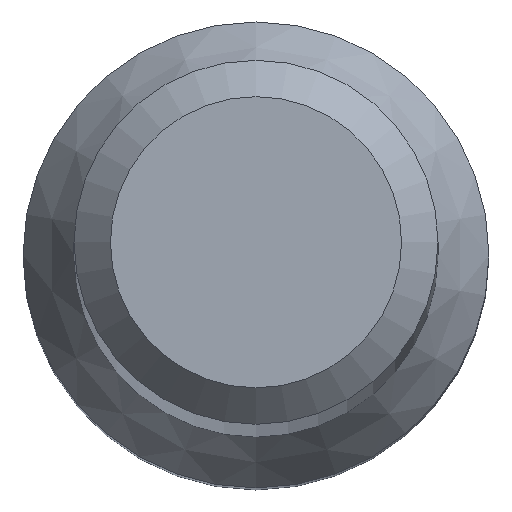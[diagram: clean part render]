
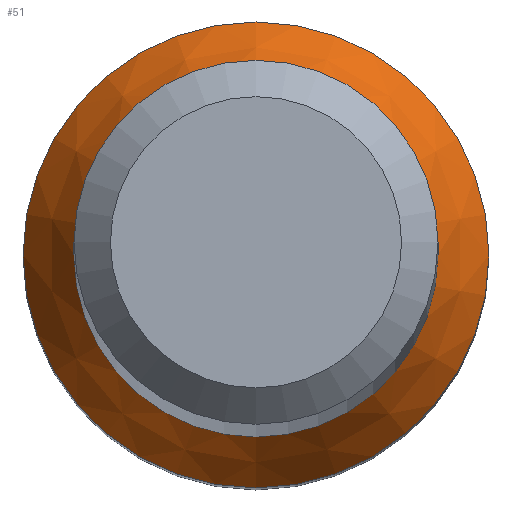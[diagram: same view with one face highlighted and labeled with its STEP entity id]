
A CAD part, top view. The second image highlights one B-rep face of the part: STEP entity #51.
In plain terms, the highlighted conical face has half-angle 30 degrees and reference radius 1.92 mm.
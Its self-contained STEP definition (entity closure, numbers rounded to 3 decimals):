
#3 = ORIENTED_EDGE ( 'NONE', *, *, #302, .T. ) ;
#4 = EDGE_LOOP ( 'NONE', ( #3 ) ) ;
#23 = CONICAL_SURFACE ( 'NONE', #265, 1.92, 0.524 ) ;
#40 = CARTESIAN_POINT ( 'NONE',  ( 0., 1.92, 10. ) ) ;
#51 = ADVANCED_FACE ( 'NONE', ( #290, #205 ), #23, .T. ) ;
#56 = DIRECTION ( 'NONE',  ( 0., 0., -1. ) ) ;
#58 = CARTESIAN_POINT ( 'NONE',  ( 0., 0., 10. ) ) ;
#61 = DIRECTION ( 'NONE',  ( 0., 1., 0. ) ) ;
#87 = CARTESIAN_POINT ( 'NONE',  ( 0., 0., 10.727 ) ) ;
#96 = EDGE_CURVE ( 'NONE', #259, #259, #144, .T. ) ;
#107 = DIRECTION ( 'NONE',  ( 0., 1., 0. ) ) ;
#110 = VERTEX_POINT ( 'NONE', #192 ) ;
#126 = DIRECTION ( 'NONE',  ( 0., 1., 0. ) ) ;
#138 = AXIS2_PLACEMENT_3D ( 'NONE', #87, #185, #61 ) ;
#144 = CIRCLE ( 'NONE', #206, 1.92 ) ;
#145 = CIRCLE ( 'NONE', #138, 1.5 ) ;
#146 = ORIENTED_EDGE ( 'NONE', *, *, #96, .F. ) ;
#153 = CARTESIAN_POINT ( 'NONE',  ( 0., 0., 10. ) ) ;
#185 = DIRECTION ( 'NONE',  ( 0., 0., -1. ) ) ;
#192 = CARTESIAN_POINT ( 'NONE',  ( 0., 1.5, 10.727 ) ) ;
#205 = FACE_OUTER_BOUND ( 'NONE', #303, .T. ) ;
#206 = AXIS2_PLACEMENT_3D ( 'NONE', #153, #233, #126 ) ;
#233 = DIRECTION ( 'NONE',  ( 0., 0., -1. ) ) ;
#259 = VERTEX_POINT ( 'NONE', #40 ) ;
#265 = AXIS2_PLACEMENT_3D ( 'NONE', #58, #56, #107 ) ;
#290 = FACE_BOUND ( 'NONE', #4, .T. ) ;
#302 = EDGE_CURVE ( 'NONE', #110, #110, #145, .T. ) ;
#303 = EDGE_LOOP ( 'NONE', ( #146 ) ) ;
